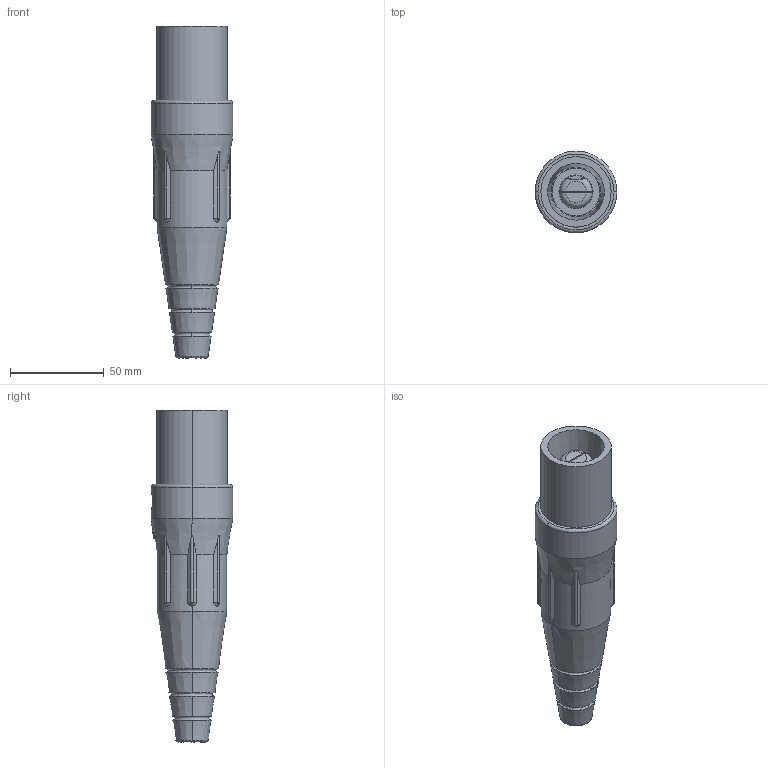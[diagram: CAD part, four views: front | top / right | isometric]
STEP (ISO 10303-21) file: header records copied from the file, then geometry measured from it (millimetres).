
FILE_DESCRIPTION (( 'STEP AP214' ), '1' );
FILE_NAME ('16D23.STEP', '2019-06-17T17:54:07', ( '' ), ( '' ), 'SwSTEP 2.0', 'SolidWorks 2017', '' );
FILE_SCHEMA (( 'AUTOMOTIVE_DESIGN' ));
Length unit declared in the file: inch
Products named in the file (1): 16D23
Bounding box: 43.64 x 43.64 x 177.16 mm (x, y, z)
Volume: 128169 mm3; surface area: 35521.7 mm2
Topology: 1 solids, 2 shells, 360 faces, 958 edges, 628 vertices
Faces by surface type: plane 210, cylinder 74, bspline 37, cone 35, torus 4
Entity records: 21433 total; most frequent: CARTESIAN_POINT 12906, ORIENTED_EDGE 1912, DIRECTION 1343, EDGE_CURVE 956, VERTEX_POINT 628, AXIS2_PLACEMENT_3D 508, EDGE_LOOP 388, FACE_OUTER_BOUND 360
